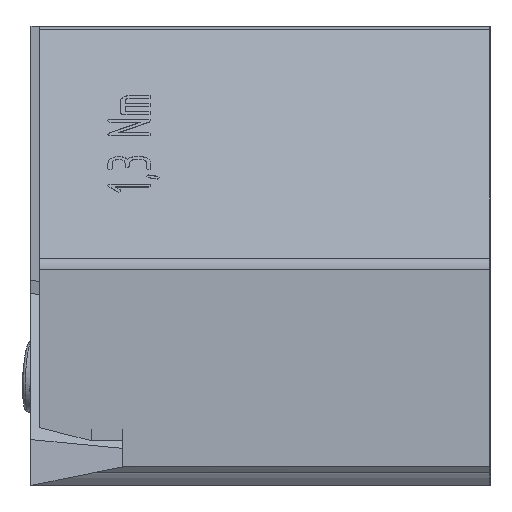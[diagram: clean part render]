
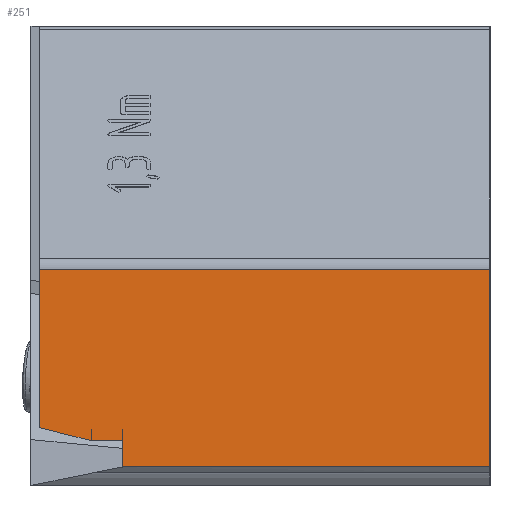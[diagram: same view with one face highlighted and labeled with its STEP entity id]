
A CAD part, left-side view. The second image highlights one B-rep face of the part: STEP entity #251.
In plain terms, the highlighted planar face has unit normal (-1, 0, 0.018).
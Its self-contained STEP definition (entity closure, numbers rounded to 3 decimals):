
#3 = ORIENTED_EDGE ( 'NONE', *, *, #3585, .T. ) ;
#73 = VERTEX_POINT ( 'NONE', #5431 ) ;
#133 = VERTEX_POINT ( 'NONE', #2978 ) ;
#163 = DIRECTION ( 'NONE',  ( -0.004, -0.97, -0.243 ) ) ;
#181 = VECTOR ( 'NONE', #4831, 1000. ) ;
#251 = ADVANCED_FACE ( 'Defeature ausgef�hrt1_6', ( #2273 ), #4384, .F. ) ;
#304 = CARTESIAN_POINT ( 'NONE',  ( 0.108, -3.18, 6.822 ) ) ;
#324 = LINE ( 'NONE', #2864, #181 ) ;
#330 = CARTESIAN_POINT ( 'NONE',  ( 0.016, -2.099, 1.566 ) ) ;
#618 = LINE ( 'NONE', #3131, #1764 ) ;
#689 = CARTESIAN_POINT ( 'NONE',  ( -0.012, -16., -0.011 ) ) ;
#759 = LINE ( 'NONE', #304, #2898 ) ;
#963 = LINE ( 'NONE', #4433, #4350 ) ;
#1033 = CARTESIAN_POINT ( 'NONE',  ( 0.12, -16., 7.539 ) ) ;
#1227 = ORIENTED_EDGE ( 'NONE', *, *, #3087, .F. ) ;
#1228 = ORIENTED_EDGE ( 'NONE', *, *, #1875, .F. ) ;
#1229 = EDGE_CURVE ( 'Defeature ausgef�hrt1_6+Defeature ausgef�hrt1_25+Defeature ausgef�hrt1_10+Defeature ausgef�hrt1_103', #133, #4561, #963, .T. ) ;
#1459 = CARTESIAN_POINT ( 'NONE',  ( 0.12, 161.413, 7.539 ) ) ;
#1580 = VECTOR ( 'NONE', #4045, 1000. ) ;
#1593 = AXIS2_PLACEMENT_3D ( 'NONE', #2673, #4795, #2285 ) ;
#1736 = EDGE_CURVE ( 'Defeature ausgef�hrt1_106+Defeature ausgef�hrt1_6+Defeature ausgef�hrt1_105+Defeature ausgef�hrt1_103', #5062, #73, #4669, .T. ) ;
#1764 = VECTOR ( 'NONE', #163, 1000. ) ;
#1875 = EDGE_CURVE ( 'Defeature ausgef�hrt1_20+Defeature ausgef�hrt1_6+Defeature ausgef�hrt1_103+Defeature ausgef�hrt1_18', #73, #5085, #759, .T. ) ;
#1903 = DIRECTION ( 'NONE',  ( -0.017, 0., -1. ) ) ;
#1999 = ORIENTED_EDGE ( 'NONE', *, *, #2214, .T. ) ;
#2018 = CARTESIAN_POINT ( 'NONE',  ( 0.108, -3.18, 6.822 ) ) ;
#2129 = ORIENTED_EDGE ( 'NONE', *, *, #5152, .T. ) ;
#2214 = EDGE_CURVE ( 'Defeature ausgef�hrt1_6+Defeature ausgef�hrt1_23+Defeature ausgef�hrt1_106+Defeature ausgef�hrt1_15', #5062, #2890, #324, .T. ) ;
#2273 = FACE_OUTER_BOUND ( 'NONE', #4331, .T. ) ;
#2285 = DIRECTION ( 'NONE',  ( 0.017, 0., 1. ) ) ;
#2443 = VECTOR ( 'NONE', #2850, 1000. ) ;
#2660 = CARTESIAN_POINT ( 'NONE',  ( 0., -3.18, 0.652 ) ) ;
#2673 = CARTESIAN_POINT ( 'NONE',  ( 0.124, 161.413, 7.777 ) ) ;
#2700 = LINE ( 'NONE', #1459, #1580 ) ;
#2719 = CARTESIAN_POINT ( 'NONE',  ( 0.024, -0.3, 2.016 ) ) ;
#2850 = DIRECTION ( 'NONE',  ( 0.017, 0., 1. ) ) ;
#2864 = CARTESIAN_POINT ( 'NONE',  ( 0., 161.413, 0.652 ) ) ;
#2890 = VERTEX_POINT ( 'NONE', #3837 ) ;
#2898 = VECTOR ( 'NONE', #3024, 1000. ) ;
#2978 = CARTESIAN_POINT ( 'NONE',  ( 0.12, -0.3, 7.539 ) ) ;
#3024 = DIRECTION ( 'NONE',  ( 0.017, 0., 1. ) ) ;
#3087 = EDGE_CURVE ( 'Defeature ausgef�hrt1_15+Defeature ausgef�hrt1_6+Defeature ausgef�hrt1_10+Defeature ausgef�hrt1_23', #4639, #2890, #4283, .T. ) ;
#3131 = CARTESIAN_POINT ( 'NONE',  ( 0.03, 1.11, 2.368 ) ) ;
#3314 = LINE ( 'NONE', #4449, #3559 ) ;
#3547 = VECTOR ( 'NONE', #3665, 1000. ) ;
#3559 = VECTOR ( 'NONE', #3639, 1000. ) ;
#3585 = EDGE_CURVE ( 'Defeature ausgef�hrt1_6+Defeature ausgef�hrt1_103+Defeature ausgef�hrt1_25+Defeature ausgef�hrt1_18', #4561, #4809, #618, .T. ) ;
#3639 = DIRECTION ( 'NONE',  ( 0., -1., 0. ) ) ;
#3665 = DIRECTION ( 'NONE',  ( -0.017, 0., -1. ) ) ;
#3837 = CARTESIAN_POINT ( 'NONE',  ( 0., -16., 0.652 ) ) ;
#3859 = ORIENTED_EDGE ( 'NONE', *, *, #5462, .F. ) ;
#4045 = DIRECTION ( 'NONE',  ( 0., -1., 0. ) ) ;
#4283 = LINE ( 'NONE', #689, #3547 ) ;
#4331 = EDGE_LOOP ( 'NONE', ( #4476, #3, #2129, #1228, #5150, #1999, #1227, #3859 ) ) ;
#4335 = CARTESIAN_POINT ( 'NONE',  ( 0.016, -3.18, 1.566 ) ) ;
#4350 = VECTOR ( 'NONE', #1903, 1000. ) ;
#4384 = PLANE ( 'NONE',  #1593 ) ;
#4433 = CARTESIAN_POINT ( 'NONE',  ( 0.124, -0.3, 7.777 ) ) ;
#4449 = CARTESIAN_POINT ( 'NONE',  ( 0.016, -3.18, 1.566 ) ) ;
#4476 = ORIENTED_EDGE ( 'NONE', *, *, #1229, .T. ) ;
#4561 = VERTEX_POINT ( 'NONE', #2719 ) ;
#4639 = VERTEX_POINT ( 'NONE', #1033 ) ;
#4669 = LINE ( 'NONE', #2018, #2443 ) ;
#4795 = DIRECTION ( 'NONE',  ( 1., 0., -0.017 ) ) ;
#4809 = VERTEX_POINT ( 'NONE', #330 ) ;
#4831 = DIRECTION ( 'NONE',  ( 0., -1., 0. ) ) ;
#5062 = VERTEX_POINT ( 'NONE', #2660 ) ;
#5085 = VERTEX_POINT ( 'NONE', #4335 ) ;
#5150 = ORIENTED_EDGE ( 'NONE', *, *, #1736, .F. ) ;
#5152 = EDGE_CURVE ( 'Defeature ausgef�hrt1_6+Defeature ausgef�hrt1_18+Defeature ausgef�hrt1_103+Defeature ausgef�hrt1_20', #4809, #5085, #3314, .T. ) ;
#5431 = CARTESIAN_POINT ( 'NONE',  ( 0.011, -3.18, 1.296 ) ) ;
#5462 = EDGE_CURVE ( 'Defeature ausgef�hrt1_10+Defeature ausgef�hrt1_6+Defeature ausgef�hrt1_25+Defeature ausgef�hrt1_15', #133, #4639, #2700, .T. ) ;
